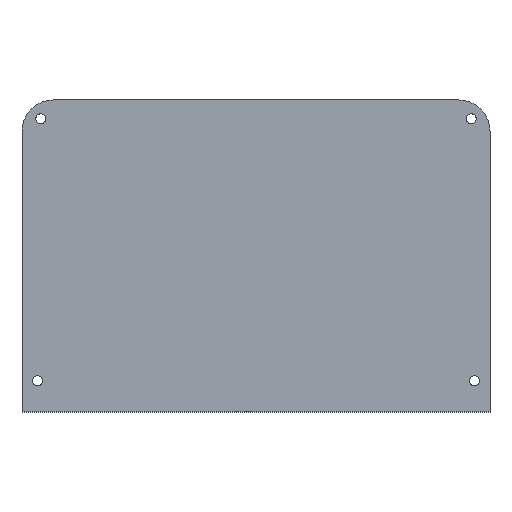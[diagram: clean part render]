
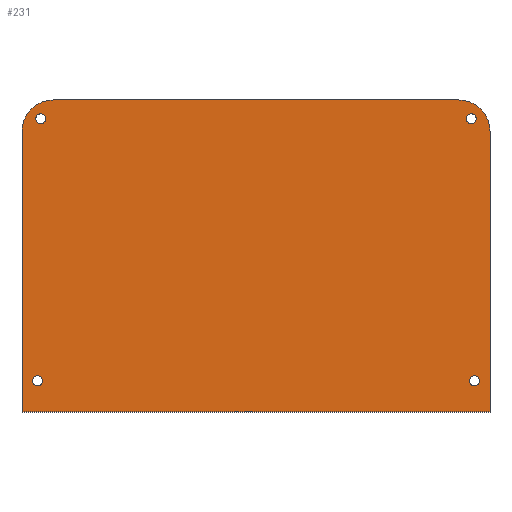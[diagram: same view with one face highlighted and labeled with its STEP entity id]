
A CAD part, top view. The second image highlights one B-rep face of the part: STEP entity #231.
In plain terms, the highlighted planar face has unit normal (0, 0, 1).
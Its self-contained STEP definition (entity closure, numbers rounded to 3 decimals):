
#15=FACE_BOUND('',#48,.T.);
#16=FACE_BOUND('',#49,.T.);
#17=FACE_BOUND('',#50,.T.);
#18=FACE_BOUND('',#51,.T.);
#24=PLANE('',#267);
#35=FACE_OUTER_BOUND('',#47,.T.);
#47=EDGE_LOOP('',(#183,#184,#185,#186,#187,#188));
#48=EDGE_LOOP('',(#189));
#49=EDGE_LOOP('',(#190));
#50=EDGE_LOOP('',(#191));
#51=EDGE_LOOP('',(#192));
#67=LINE('',#379,#85);
#70=LINE('',#385,#88);
#71=LINE('',#389,#89);
#72=LINE('',#390,#90);
#85=VECTOR('',#315,10.);
#88=VECTOR('',#320,10.);
#89=VECTOR('',#323,10.);
#90=VECTOR('',#324,10.);
#97=CIRCLE('',#252,1.6);
#99=CIRCLE('',#255,1.6);
#101=CIRCLE('',#258,1.6);
#103=CIRCLE('',#261,1.6);
#105=CIRCLE('',#264,10.);
#107=CIRCLE('',#268,10.);
#109=VERTEX_POINT('',#345);
#111=VERTEX_POINT('',#351);
#113=VERTEX_POINT('',#357);
#115=VERTEX_POINT('',#363);
#117=VERTEX_POINT('',#369);
#118=VERTEX_POINT('',#370);
#121=VERTEX_POINT('',#378);
#123=VERTEX_POINT('',#384);
#124=VERTEX_POINT('',#386);
#125=VERTEX_POINT('',#388);
#129=EDGE_CURVE('',#109,#109,#97,.T.);
#132=EDGE_CURVE('',#111,#111,#99,.T.);
#135=EDGE_CURVE('',#113,#113,#101,.T.);
#138=EDGE_CURVE('',#115,#115,#103,.T.);
#141=EDGE_CURVE('',#117,#118,#105,.T.);
#145=EDGE_CURVE('',#121,#118,#67,.T.);
#148=EDGE_CURVE('',#117,#123,#70,.T.);
#149=EDGE_CURVE('',#124,#123,#107,.T.);
#150=EDGE_CURVE('',#124,#125,#71,.T.);
#151=EDGE_CURVE('',#125,#121,#72,.T.);
#183=ORIENTED_EDGE('',*,*,#141,.F.);
#184=ORIENTED_EDGE('',*,*,#148,.T.);
#185=ORIENTED_EDGE('',*,*,#149,.F.);
#186=ORIENTED_EDGE('',*,*,#150,.T.);
#187=ORIENTED_EDGE('',*,*,#151,.T.);
#188=ORIENTED_EDGE('',*,*,#145,.T.);
#189=ORIENTED_EDGE('',*,*,#129,.T.);
#190=ORIENTED_EDGE('',*,*,#132,.T.);
#191=ORIENTED_EDGE('',*,*,#135,.T.);
#192=ORIENTED_EDGE('',*,*,#138,.T.);
#231=ADVANCED_FACE('',(#35,#15,#16,#17,#18),#24,.T.);
#252=AXIS2_PLACEMENT_3D('',#346,#279,#280);
#255=AXIS2_PLACEMENT_3D('',#352,#286,#287);
#258=AXIS2_PLACEMENT_3D('',#358,#293,#294);
#261=AXIS2_PLACEMENT_3D('',#364,#300,#301);
#264=AXIS2_PLACEMENT_3D('',#371,#307,#308);
#267=AXIS2_PLACEMENT_3D('',#383,#318,#319);
#268=AXIS2_PLACEMENT_3D('',#387,#321,#322);
#279=DIRECTION('center_axis',(0.,0.,-1.));
#280=DIRECTION('ref_axis',(1.,0.,0.));
#286=DIRECTION('center_axis',(0.,0.,-1.));
#287=DIRECTION('ref_axis',(1.,0.,0.));
#293=DIRECTION('center_axis',(0.,0.,-1.));
#294=DIRECTION('ref_axis',(1.,0.,0.));
#300=DIRECTION('center_axis',(0.,0.,-1.));
#301=DIRECTION('ref_axis',(1.,0.,0.));
#307=DIRECTION('center_axis',(0.,0.,-1.));
#308=DIRECTION('ref_axis',(0.707,0.707,0.));
#315=DIRECTION('',(0.,1.,0.));
#318=DIRECTION('center_axis',(0.,0.,1.));
#319=DIRECTION('ref_axis',(1.,0.,0.));
#320=DIRECTION('',(-1.,0.,0.));
#321=DIRECTION('center_axis',(0.,0.,-1.));
#322=DIRECTION('ref_axis',(-0.707,0.707,0.));
#323=DIRECTION('',(0.,-1.,0.));
#324=DIRECTION('',(1.,0.,0.));
#345=CARTESIAN_POINT('',(67.4,94.911,3.));
#346=CARTESIAN_POINT('Origin',(69.,94.911,3.));
#351=CARTESIAN_POINT('',(-71.6,10.911,3.));
#352=CARTESIAN_POINT('Origin',(-70.,10.911,3.));
#357=CARTESIAN_POINT('',(-70.6,94.911,3.));
#358=CARTESIAN_POINT('Origin',(-69.,94.911,3.));
#363=CARTESIAN_POINT('',(68.4,10.911,3.));
#364=CARTESIAN_POINT('Origin',(70.,10.911,3.));
#369=CARTESIAN_POINT('',(65.,100.911,3.));
#370=CARTESIAN_POINT('',(75.,90.911,3.));
#371=CARTESIAN_POINT('Origin',(65.,90.911,3.));
#378=CARTESIAN_POINT('',(75.,0.911,3.));
#379=CARTESIAN_POINT('',(75.,0.911,3.));
#383=CARTESIAN_POINT('Origin',(0.,50.911,3.));
#384=CARTESIAN_POINT('',(-65.,100.911,3.));
#385=CARTESIAN_POINT('',(75.,100.911,3.));
#386=CARTESIAN_POINT('',(-75.,90.911,3.));
#387=CARTESIAN_POINT('Origin',(-65.,90.911,3.));
#388=CARTESIAN_POINT('',(-75.,0.911,3.));
#389=CARTESIAN_POINT('',(-75.,100.911,3.));
#390=CARTESIAN_POINT('',(-75.,0.911,3.));
